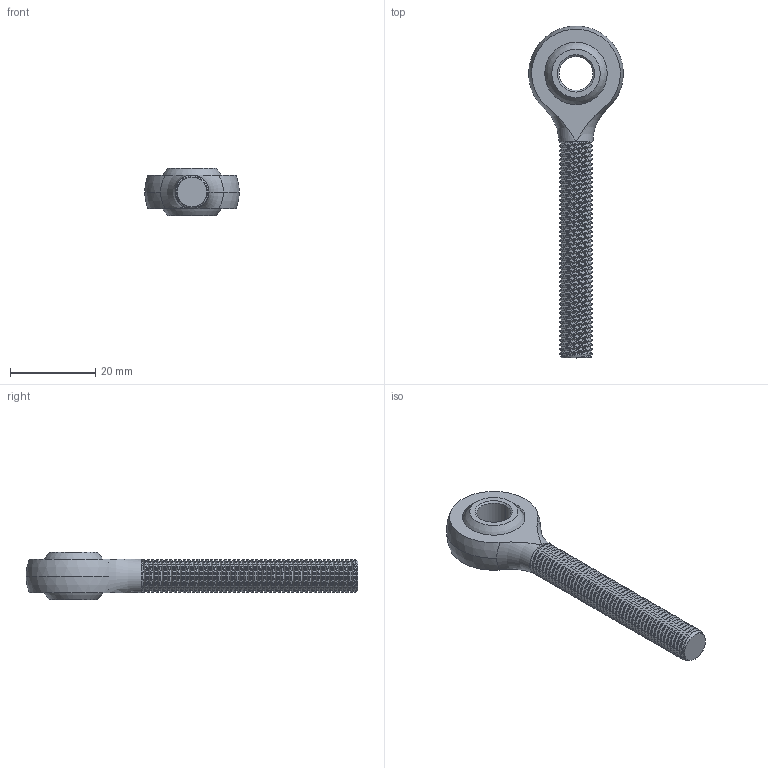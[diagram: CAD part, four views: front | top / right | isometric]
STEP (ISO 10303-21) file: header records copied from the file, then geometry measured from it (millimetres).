
FILE_DESCRIPTION (( 'STEP AP203' ), '1' );
FILE_NAME ('59915K273_59915K273_sldprt.STEP', '2022-10-11T15:04:08', ( '' ), ( '' ), 'SwSTEP 2.0', 'SolidWorks 2021', '' );
FILE_SCHEMA (( 'CONFIG_CONTROL_DESIGN' ));
Length unit declared in the file: inch
Products named in the file (1): 59915K273_59915K273_sldprt
Bounding box: 22.22 x 77.79 x 11.11 mm (x, y, z)
Volume: 5180.5 mm3; surface area: 4164.9 mm2
Topology: 2 solids, 2 shells, 413 faces, 844 edges, 435 vertices
Faces by surface type: cone 202, cylinder 195, plane 7, sphere 6, torus 3
Entity records: 16295 total; most frequent: CARTESIAN_POINT 8021, DIRECTION 1692, ORIENTED_EDGE 1680, EDGE_CURVE 840, AXIS2_PLACEMENT_3D 652, VERTEX_POINT 435, EDGE_LOOP 421, FACE_OUTER_BOUND 413
